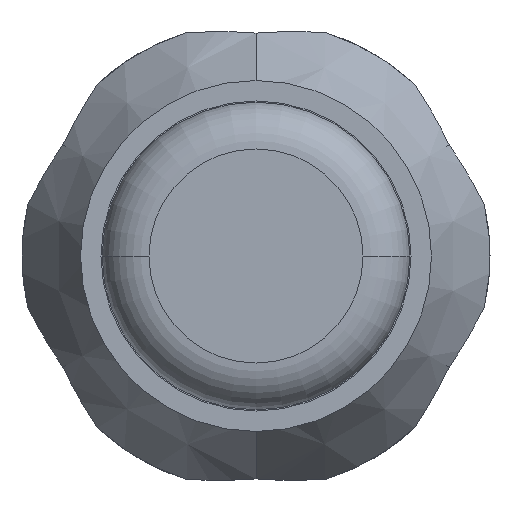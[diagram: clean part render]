
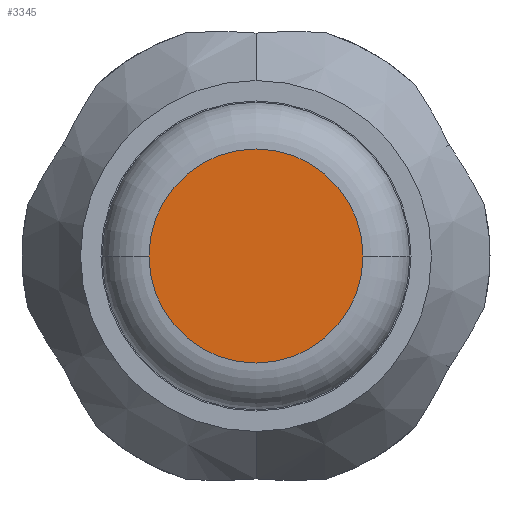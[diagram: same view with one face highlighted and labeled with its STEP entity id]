
A CAD part, front view. The second image highlights one B-rep face of the part: STEP entity #3345.
In plain terms, the highlighted planar face has unit normal (0, -1, 0).
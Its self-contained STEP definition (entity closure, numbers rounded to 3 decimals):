
#583 = DIRECTION ( 'NONE',  ( -1., 0., 0. ) ) ;
#673 = DIRECTION ( 'NONE',  ( -1., 0., 0. ) ) ;
#830 = DIRECTION ( 'NONE',  ( -1., 0., 0. ) ) ;
#849 = EDGE_CURVE ( 'Defeature ausgef�hrt1_6+Defeature ausgef�hrt1_7+Defeature ausgef�hrt1_7+Defeature ausgef�hrt1_7', #4890, #3971, #1180, .T. ) ;
#1114 = AXIS2_PLACEMENT_3D ( 'NONE', #3210, #1352, #583 ) ;
#1180 = CIRCLE ( 'NONE', #1114, 0.915 ) ;
#1290 = AXIS2_PLACEMENT_3D ( 'NONE', #1925, #3847, #830 ) ;
#1352 = DIRECTION ( 'NONE',  ( 0., -1., 0. ) ) ;
#1526 = FACE_OUTER_BOUND ( 'NONE', #4770, .T. ) ;
#1860 = EDGE_CURVE ( 'Defeature ausgef�hrt1_6+Defeature ausgef�hrt1_7+Defeature ausgef�hrt1_7+Defeature ausgef�hrt1_7', #3971, #4890, #3077, .T. ) ;
#1925 = CARTESIAN_POINT ( 'NONE',  ( 0., 0., 0. ) ) ;
#2042 = CARTESIAN_POINT ( 'NONE',  ( -0.915, 0., 0. ) ) ;
#2192 = DIRECTION ( 'NONE',  ( 0., -1., 0. ) ) ;
#2315 = PLANE ( 'NONE',  #1290 ) ;
#2939 = AXIS2_PLACEMENT_3D ( 'NONE', #4497, #2192, #673 ) ;
#3077 = CIRCLE ( 'NONE', #2939, 0.915 ) ;
#3210 = CARTESIAN_POINT ( 'NONE',  ( 0., 0., 0. ) ) ;
#3345 = ADVANCED_FACE ( 'Defeature ausgef�hrt1_6', ( #1526 ), #2315, .F. ) ;
#3774 = CARTESIAN_POINT ( 'NONE',  ( 0.915, 0., 0. ) ) ;
#3806 = ORIENTED_EDGE ( 'NONE', *, *, #849, .T. ) ;
#3847 = DIRECTION ( 'NONE',  ( 0., 1., 0. ) ) ;
#3971 = VERTEX_POINT ( 'NONE', #3774 ) ;
#4497 = CARTESIAN_POINT ( 'NONE',  ( 0., 0., 0. ) ) ;
#4604 = ORIENTED_EDGE ( 'NONE', *, *, #1860, .T. ) ;
#4770 = EDGE_LOOP ( 'NONE', ( #3806, #4604 ) ) ;
#4890 = VERTEX_POINT ( 'NONE', #2042 ) ;
